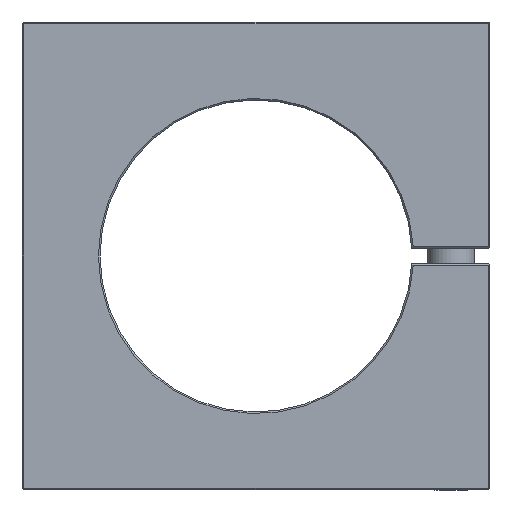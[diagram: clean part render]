
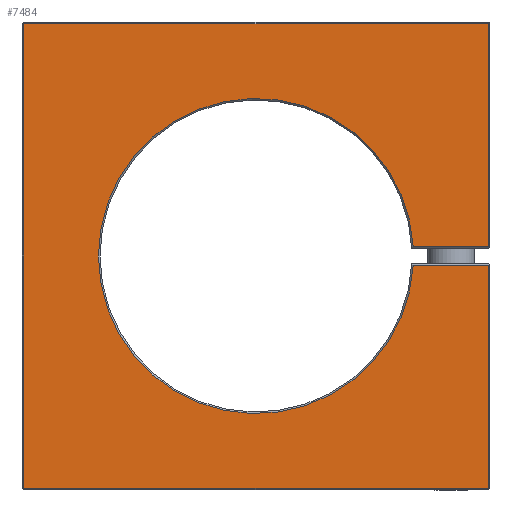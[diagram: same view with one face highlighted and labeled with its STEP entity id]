
A CAD part, front view. The second image highlights one B-rep face of the part: STEP entity #7484.
In plain terms, the highlighted planar face has unit normal (0, -1, 0).
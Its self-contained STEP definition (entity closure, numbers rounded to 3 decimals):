
#118=PLANE('',#7941);
#457=FACE_OUTER_BOUND('',#869,.T.);
#869=EDGE_LOOP('',(#5665,#5666,#5667,#5668,#5669,#5670,#5671,#5672));
#1669=CIRCLE('',#7942,20.2);
#1989=LINE('',#19953,#2416);
#1992=LINE('',#19963,#2419);
#1993=LINE('',#19965,#2420);
#1994=LINE('',#19967,#2421);
#1995=LINE('',#19969,#2422);
#1996=LINE('',#19971,#2423);
#1997=LINE('',#19973,#2424);
#2416=VECTOR('',#8998,10.);
#2419=VECTOR('',#9003,10.);
#2420=VECTOR('',#9004,10.);
#2421=VECTOR('',#9005,10.);
#2422=VECTOR('',#9006,10.);
#2423=VECTOR('',#9007,10.);
#2424=VECTOR('',#9008,10.);
#3165=VERTEX_POINT('',#19950);
#3166=VERTEX_POINT('',#19952);
#3169=VERTEX_POINT('',#19962);
#3170=VERTEX_POINT('',#19964);
#3171=VERTEX_POINT('',#19966);
#3172=VERTEX_POINT('',#19968);
#3173=VERTEX_POINT('',#19970);
#3174=VERTEX_POINT('',#19972);
#4210=EDGE_CURVE('',#3165,#3166,#1989,.T.);
#4214=EDGE_CURVE('',#3169,#3165,#1992,.T.);
#4215=EDGE_CURVE('',#3170,#3169,#1993,.T.);
#4216=EDGE_CURVE('',#3171,#3170,#1994,.T.);
#4217=EDGE_CURVE('',#3172,#3171,#1995,.T.);
#4218=EDGE_CURVE('',#3173,#3172,#1996,.T.);
#4219=EDGE_CURVE('',#3174,#3173,#1997,.T.);
#4220=EDGE_CURVE('',#3166,#3174,#1669,.T.);
#5665=ORIENTED_EDGE('',*,*,#4210,.F.);
#5666=ORIENTED_EDGE('',*,*,#4214,.F.);
#5667=ORIENTED_EDGE('',*,*,#4215,.F.);
#5668=ORIENTED_EDGE('',*,*,#4216,.F.);
#5669=ORIENTED_EDGE('',*,*,#4217,.F.);
#5670=ORIENTED_EDGE('',*,*,#4218,.F.);
#5671=ORIENTED_EDGE('',*,*,#4219,.F.);
#5672=ORIENTED_EDGE('',*,*,#4220,.F.);
#7484=ADVANCED_FACE('',(#457),#118,.T.);
#7941=AXIS2_PLACEMENT_3D('',#19961,#9001,#9002);
#7942=AXIS2_PLACEMENT_3D('',#19974,#9009,#9010);
#8998=DIRECTION('',(-1.,0.,0.));
#9001=DIRECTION('center_axis',(0.,-1.,0.));
#9002=DIRECTION('ref_axis',(1.,0.,0.));
#9003=DIRECTION('',(0.,0.,-1.));
#9004=DIRECTION('',(1.,0.,0.));
#9005=DIRECTION('',(0.,0.,1.));
#9006=DIRECTION('',(-1.,0.,0.));
#9007=DIRECTION('',(0.,0.,-1.));
#9008=DIRECTION('',(1.,0.,0.));
#9009=DIRECTION('center_axis',(0.,-1.,0.));
#9010=DIRECTION('ref_axis',(-1.,0.,0.));
#19950=CARTESIAN_POINT('',(59.8,0.,31.2));
#19952=CARTESIAN_POINT('',(50.164,0.,31.2));
#19953=CARTESIAN_POINT('',(31.489,0.,31.2));
#19961=CARTESIAN_POINT('Origin',(0.,0.,0.));
#19962=CARTESIAN_POINT('',(59.8,0.,59.8));
#19963=CARTESIAN_POINT('',(59.8,0.,0.));
#19964=CARTESIAN_POINT('',(0.2,0.,59.8));
#19965=CARTESIAN_POINT('',(15.,0.,59.8));
#19966=CARTESIAN_POINT('',(0.2,0.,0.2));
#19967=CARTESIAN_POINT('',(0.2,0.,0.));
#19968=CARTESIAN_POINT('',(59.8,0.,0.2));
#19969=CARTESIAN_POINT('',(15.,0.,0.2));
#19970=CARTESIAN_POINT('',(59.8,0.,28.8));
#19971=CARTESIAN_POINT('',(59.8,0.,0.));
#19972=CARTESIAN_POINT('',(50.164,0.,28.8));
#19973=CARTESIAN_POINT('',(23.511,0.,28.8));
#19974=CARTESIAN_POINT('Origin',(30.,0.,30.));
